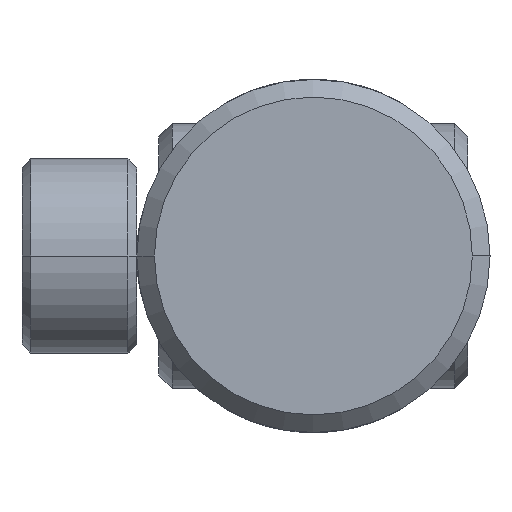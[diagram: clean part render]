
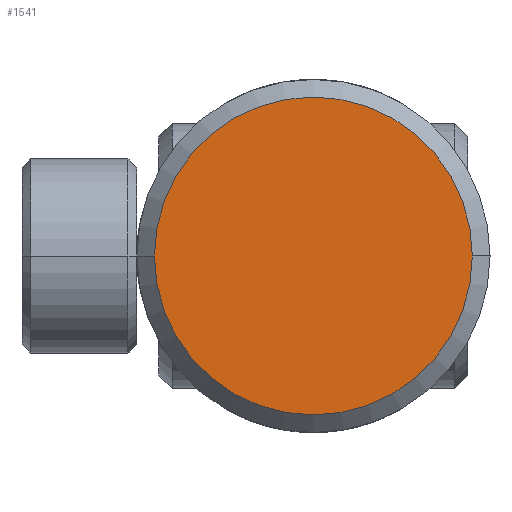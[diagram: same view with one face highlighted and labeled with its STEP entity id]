
A CAD part, left-side view. The second image highlights one B-rep face of the part: STEP entity #1541.
In plain terms, the highlighted planar face has unit normal (-1, 0, 0).
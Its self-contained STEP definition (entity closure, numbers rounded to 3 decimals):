
#136 = AXIS2_PLACEMENT_3D ( 'NONE', #237, #2363, #547 ) ;
#170 = CIRCLE ( 'NONE', #3434, 18. ) ;
#237 = CARTESIAN_POINT ( 'NONE',  ( 0., 0., 0. ) ) ;
#547 = DIRECTION ( 'NONE',  ( 0., -1., 0. ) ) ;
#715 = ORIENTED_EDGE ( 'NONE', *, *, #3343, .F. ) ;
#1236 = DIRECTION ( 'NONE',  ( 1., 0., 0. ) ) ;
#1403 = FACE_OUTER_BOUND ( 'NONE', #2486, .T. ) ;
#1415 = DIRECTION ( 'NONE',  ( 1., 0., 0. ) ) ;
#1483 = ORIENTED_EDGE ( 'NONE', *, *, #1536, .F. ) ;
#1489 = CIRCLE ( 'NONE', #3311, 18. ) ;
#1536 = EDGE_CURVE ( 'NONE', #3964, #1758, #1489, .T. ) ;
#1541 = ADVANCED_FACE ( 'NONE', ( #1403 ), #3945, .T. ) ;
#1758 = VERTEX_POINT ( 'NONE', #2799 ) ;
#2363 = DIRECTION ( 'NONE',  ( -1., 0., 0. ) ) ;
#2486 = EDGE_LOOP ( 'NONE', ( #1483, #715 ) ) ;
#2799 = CARTESIAN_POINT ( 'NONE',  ( 0., -18., 0. ) ) ;
#2807 = DIRECTION ( 'NONE',  ( 0., 1., 0. ) ) ;
#3311 = AXIS2_PLACEMENT_3D ( 'NONE', #3320, #1415, #3634 ) ;
#3320 = CARTESIAN_POINT ( 'NONE',  ( 0., 0., 0. ) ) ;
#3343 = EDGE_CURVE ( 'NONE', #1758, #3964, #170, .T. ) ;
#3353 = CARTESIAN_POINT ( 'NONE',  ( 0., 0., 0. ) ) ;
#3434 = AXIS2_PLACEMENT_3D ( 'NONE', #3353, #1236, #2807 ) ;
#3634 = DIRECTION ( 'NONE',  ( 0., 1., 0. ) ) ;
#3740 = CARTESIAN_POINT ( 'NONE',  ( 0., 18., 0. ) ) ;
#3945 = PLANE ( 'NONE',  #136 ) ;
#3964 = VERTEX_POINT ( 'NONE', #3740 ) ;
